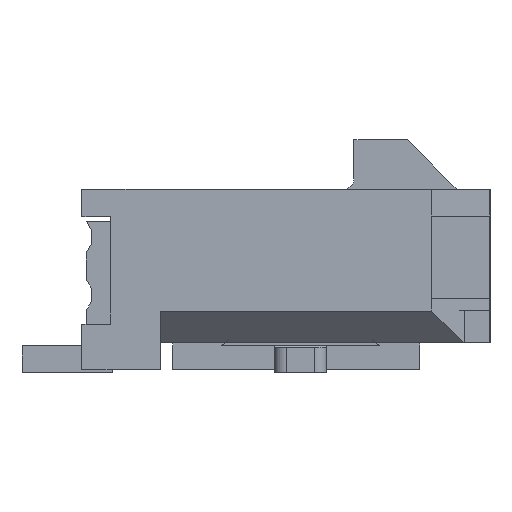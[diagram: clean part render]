
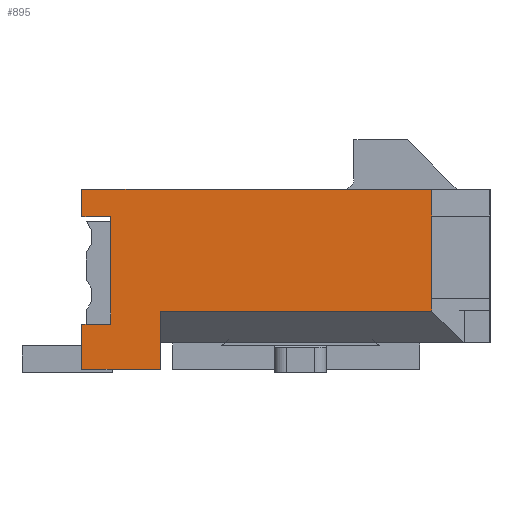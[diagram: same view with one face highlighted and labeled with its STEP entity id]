
A CAD part, left-side view. The second image highlights one B-rep face of the part: STEP entity #895.
In plain terms, the highlighted planar face has unit normal (-1, 0, 0).
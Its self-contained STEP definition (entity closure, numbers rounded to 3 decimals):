
#895 = ADVANCED_FACE( '', ( #1826 ), #1827, .T. );
#1826 = FACE_OUTER_BOUND( '', #2822, .T. );
#1827 = PLANE( '', #2823 );
#2822 = EDGE_LOOP( '', ( #5168, #5169, #5170, #5171, #5172, #5173, #5174, #5175, #5176, #5177, #5178, #5179 ) );
#2823 = AXIS2_PLACEMENT_3D( '', #5180, #5181, #5182 );
#5168 = ORIENTED_EDGE( '', *, *, #7033, .T. );
#5169 = ORIENTED_EDGE( '', *, *, #7264, .T. );
#5170 = ORIENTED_EDGE( '', *, *, #6959, .T. );
#5171 = ORIENTED_EDGE( '', *, *, #6665, .T. );
#5172 = ORIENTED_EDGE( '', *, *, #7265, .F. );
#5173 = ORIENTED_EDGE( '', *, *, #6344, .T. );
#5174 = ORIENTED_EDGE( '', *, *, #6396, .F. );
#5175 = ORIENTED_EDGE( '', *, *, #7225, .F. );
#5176 = ORIENTED_EDGE( '', *, *, #7203, .F. );
#5177 = ORIENTED_EDGE( '', *, *, #6931, .T. );
#5178 = ORIENTED_EDGE( '', *, *, #7266, .T. );
#5179 = ORIENTED_EDGE( '', *, *, #7267, .T. );
#5180 = CARTESIAN_POINT( '', ( -13.825, 0., 0. ) );
#5181 = DIRECTION( '', ( -1., 0., 0. ) );
#5182 = DIRECTION( '', ( 0., 0., 1. ) );
#6344 = EDGE_CURVE( '', #7643, #7641, #7644, .T. );
#6396 = EDGE_CURVE( '', #7735, #7641, #7737, .T. );
#6665 = EDGE_CURVE( '', #8210, #8208, #8211, .T. );
#6931 = EDGE_CURVE( '', #8620, #8618, #8621, .T. );
#6959 = EDGE_CURVE( '', #8659, #8210, #8660, .T. );
#7033 = EDGE_CURVE( '', #8760, #8765, #8767, .T. );
#7203 = EDGE_CURVE( '', #8620, #8922, #8983, .T. );
#7225 = EDGE_CURVE( '', #8922, #7735, #9011, .T. );
#7264 = EDGE_CURVE( '', #8765, #8659, #9060, .T. );
#7265 = EDGE_CURVE( '', #7643, #8208, #9061, .T. );
#7266 = EDGE_CURVE( '', #8618, #9062, #9063, .T. );
#7267 = EDGE_CURVE( '', #9062, #8760, #9064, .T. );
#7641 = VERTEX_POINT( '', #9527 );
#7643 = VERTEX_POINT( '', #9530 );
#7644 = LINE( '', #9531, #9532 );
#7735 = VERTEX_POINT( '', #9664 );
#7737 = LINE( '', #9667, #9668 );
#8208 = VERTEX_POINT( '', #10357 );
#8210 = VERTEX_POINT( '', #10360 );
#8211 = LINE( '', #10361, #10362 );
#8618 = VERTEX_POINT( '', #10977 );
#8620 = VERTEX_POINT( '', #10980 );
#8621 = LINE( '', #10981, #10982 );
#8659 = VERTEX_POINT( '', #11041 );
#8660 = LINE( '', #11042, #11043 );
#8760 = VERTEX_POINT( '', #11194 );
#8765 = VERTEX_POINT( '', #11201 );
#8767 = LINE( '', #11204, #11205 );
#8922 = VERTEX_POINT( '', #11449 );
#8983 = LINE( '', #11543, #11544 );
#9011 = LINE( '', #11586, #11587 );
#9060 = LINE( '', #11659, #11660 );
#9061 = LINE( '', #11661, #11662 );
#9062 = VERTEX_POINT( '', #11663 );
#9063 = LINE( '', #11664, #11665 );
#9064 = LINE( '', #11666, #11667 );
#9527 = CARTESIAN_POINT( '', ( -13.825, -3.536, -0.771 ) );
#9530 = CARTESIAN_POINT( '', ( -13.825, 3.05, -0.771 ) );
#9531 = CARTESIAN_POINT( '', ( -13.825, 3.05, -0.771 ) );
#9532 = VECTOR( '', #12071, 1000. );
#9664 = CARTESIAN_POINT( '', ( -13.825, -3.536, -0.465 ) );
#9667 = CARTESIAN_POINT( '', ( -13.825, -3.536, 0. ) );
#9668 = VECTOR( '', #12114, 1000. );
#10357 = CARTESIAN_POINT( '', ( -13.825, 3.05, -2.185 ) );
#10360 = CARTESIAN_POINT( '', ( -13.825, 4.95, -2.185 ) );
#10361 = CARTESIAN_POINT( '', ( -13.825, 4.95, -2.185 ) );
#10362 = VECTOR( '', #12355, 1000. );
#10977 = CARTESIAN_POINT( '', ( -13.825, 4.95, 2.185 ) );
#10980 = CARTESIAN_POINT( '', ( -13.825, -3.536, 2.185 ) );
#10981 = CARTESIAN_POINT( '', ( -13.825, -4.95, 2.185 ) );
#10982 = VECTOR( '', #12583, 1000. );
#11041 = CARTESIAN_POINT( '', ( -13.825, 4.95, -1.085 ) );
#11042 = CARTESIAN_POINT( '', ( -13.825, 4.95, 2.185 ) );
#11043 = VECTOR( '', #12605, 1000. );
#11194 = CARTESIAN_POINT( '', ( -13.825, 4.25, 1.515 ) );
#11201 = CARTESIAN_POINT( '', ( -13.825, 4.25, -1.085 ) );
#11204 = CARTESIAN_POINT( '', ( -13.825, 4.25, 0. ) );
#11205 = VECTOR( '', #12663, 1000. );
#11449 = CARTESIAN_POINT( '', ( -13.825, -3.536, 1.535 ) );
#11543 = CARTESIAN_POINT( '', ( -13.825, -3.536, 0. ) );
#11544 = VECTOR( '', #12789, 1000. );
#11586 = CARTESIAN_POINT( '', ( -13.825, -3.536, 1.535 ) );
#11587 = VECTOR( '', #12804, 1000. );
#11659 = CARTESIAN_POINT( '', ( -13.825, 0., -1.085 ) );
#11660 = VECTOR( '', #12828, 1000. );
#11661 = CARTESIAN_POINT( '', ( -13.825, 3.05, -2.185 ) );
#11662 = VECTOR( '', #12829, 1000. );
#11663 = CARTESIAN_POINT( '', ( -13.825, 4.95, 1.515 ) );
#11664 = CARTESIAN_POINT( '', ( -13.825, 4.95, 2.185 ) );
#11665 = VECTOR( '', #12830, 1000. );
#11666 = CARTESIAN_POINT( '', ( -13.825, 0., 1.515 ) );
#11667 = VECTOR( '', #12831, 1000. );
#12071 = DIRECTION( '', ( 0., -1., 0. ) );
#12114 = DIRECTION( '', ( 0., 0., -1. ) );
#12355 = DIRECTION( '', ( 0., -1., 0. ) );
#12583 = DIRECTION( '', ( 0., 1., 0. ) );
#12605 = DIRECTION( '', ( 0., 0., -1. ) );
#12663 = DIRECTION( '', ( 0., 0., -1. ) );
#12789 = DIRECTION( '', ( 0., 0., -1. ) );
#12804 = DIRECTION( '', ( 0., 0., -1. ) );
#12828 = DIRECTION( '', ( 0., 1., 0. ) );
#12829 = DIRECTION( '', ( 0., 0., -1. ) );
#12830 = DIRECTION( '', ( 0., 0., -1. ) );
#12831 = DIRECTION( '', ( 0., -1., 0. ) );
